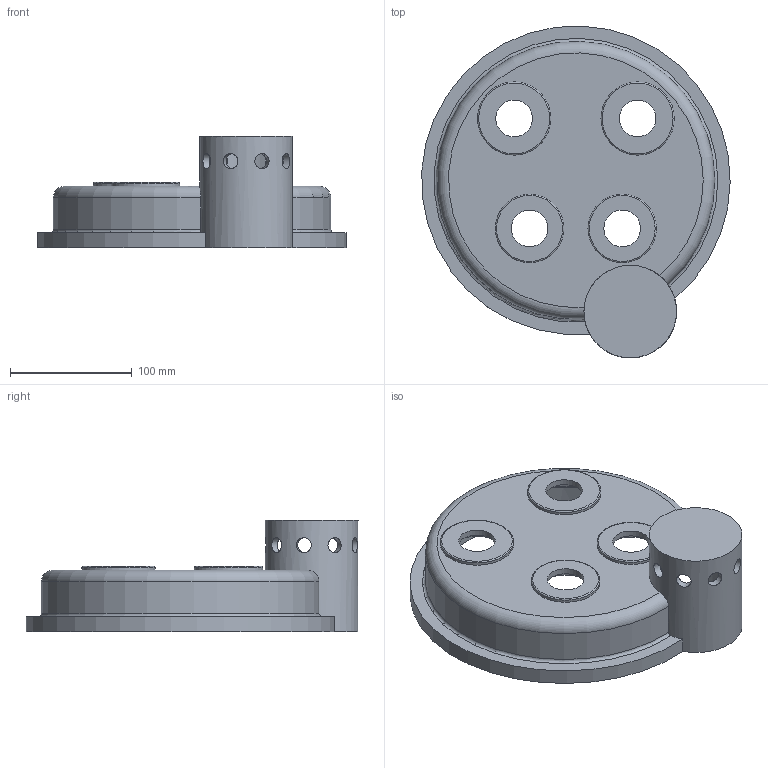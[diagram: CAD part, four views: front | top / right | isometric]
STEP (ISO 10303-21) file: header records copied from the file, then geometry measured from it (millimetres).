
FILE_DESCRIPTION(/* description */ (''),/* implementation_level */ '2;1');
FILE_NAME(/* name */ 'cyclotron_full.step',/* time_stamp */ '2020-11-30T22:38:45+01:00',/* author */ (''),/* organization */ (''),/* preprocessor_version */ 'ST-DEVELOPER v18.1',/* originating_system */ 'Autodesk Translation Framework v9.3.0.1241',/* authorisation */ '');
FILE_SCHEMA (('AUTOMOTIVE_DESIGN { 1 0 10303 214 3 1 1 }'));
Length unit declared in the file: millimetre
Products named in the file (1): cyclotron_full
Bounding box: 253.76 x 273.17 x 92.1 mm (x, y, z)
Volume: 736914.8 mm3; surface area: 193371.2 mm2
Topology: 1 solids, 1 shells, 66 faces, 148 edges, 98 vertices
Faces by surface type: cylinder 35, plane 24, torus 7
Full cylindrical faces by diameter (mm): 2.9 x7, 3 x1, 12.5 x9, 30.2 x4, 52 x4, 56.3 x2, 60.3 x2, 64.2 x1, 76.2 x1
Entity records: 2656 total; most frequent: CARTESIAN_POINT 1065, DIRECTION 324, ORIENTED_EDGE 296, EDGE_CURVE 148, AXIS2_PLACEMENT_3D 139, EDGE_LOOP 108, VERTEX_POINT 98, CIRCLE 72
